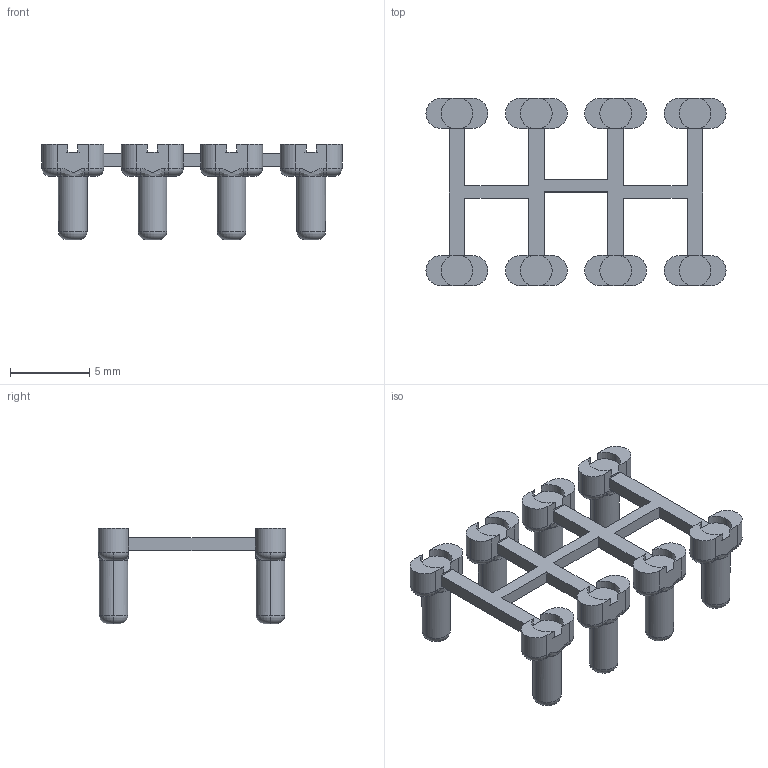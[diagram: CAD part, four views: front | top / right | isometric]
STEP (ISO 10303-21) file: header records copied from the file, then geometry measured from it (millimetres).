
FILE_DESCRIPTION (( 'STEP AP203' ), '1' );
FILE_NAME ('偌聽晊酗郪璃.STEP', '2022-10-04T06:09:44', ( '' ), ( '' ), 'SwSTEP 2.0', 'SolidWorks 2021', '' );
FILE_SCHEMA (( 'CONFIG_CONTROL_DESIGN' ));
Length unit declared in the file: millimetre
Products named in the file (1): 偌聽晊酗郪璃
Bounding box: 18.9 x 11.8 x 6 mm (x, y, z)
Volume: 203.1 mm3; surface area: 579.1 mm2
Topology: 1 solids, 1 shells, 246 faces, 620 edges, 384 vertices
Faces by surface type: cylinder 96, plane 86, torus 48, bspline 16
Entity records: 8497 total; most frequent: CARTESIAN_POINT 2355, DIRECTION 1378, ORIENTED_EDGE 1240, EDGE_CURVE 620, AXIS2_PLACEMENT_3D 543, VERTEX_POINT 384, CIRCLE 312, VECTOR 292
